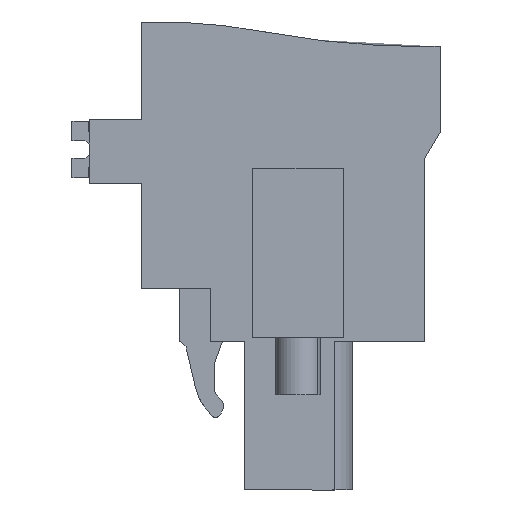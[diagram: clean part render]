
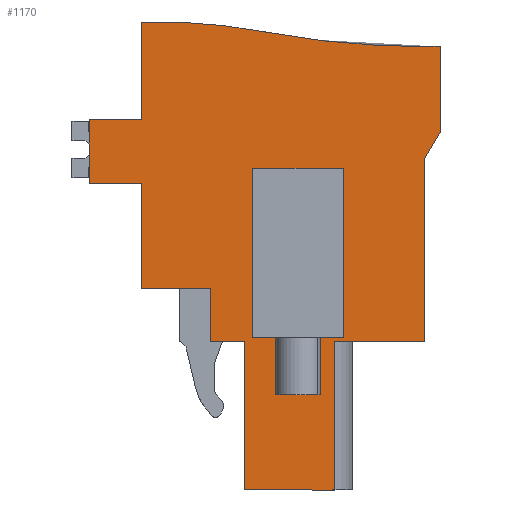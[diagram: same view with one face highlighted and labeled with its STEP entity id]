
A CAD part, left-side view. The second image highlights one B-rep face of the part: STEP entity #1170.
In plain terms, the highlighted planar face has unit normal (-1, 0, 0).
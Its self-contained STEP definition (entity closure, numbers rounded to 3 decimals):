
#1012=AXIS2_PLACEMENT_3D('Plane Axis2P3D',#1009,#1010,#1011) ;
#1025=AXIS2_PLACEMENT_3D('Circle Axis2P3D',#1023,#1024,$) ;
#1032=AXIS2_PLACEMENT_3D('Circle Axis2P3D',#1030,#1031,$) ;
#49=CARTESIAN_POINT('Vertex',(4.9,12.85,8.35)) ;
#52=CARTESIAN_POINT('Line Origine',(4.9,12.85,9.825)) ;
#56=CARTESIAN_POINT('Vertex',(4.9,12.85,11.3)) ;
#896=CARTESIAN_POINT('Vertex',(4.9,10.937,8.35)) ;
#899=CARTESIAN_POINT('Line Origine',(4.9,11.893,8.35)) ;
#1009=CARTESIAN_POINT('Axis2P3D Location',(4.9,3.817,22.4)) ;
#1014=CARTESIAN_POINT('Line Origine',(4.9,0.,22.459)) ;
#1018=CARTESIAN_POINT('Vertex',(4.9,0.,20.059)) ;
#1020=CARTESIAN_POINT('Vertex',(4.9,0.,24.859)) ;
#1023=CARTESIAN_POINT('Axis2P3D Location',(4.9,0.92,72.85)) ;
#1027=CARTESIAN_POINT('Vertex',(4.9,9.844,25.687)) ;
#1030=CARTESIAN_POINT('Axis2P3D Location',(4.9,15.85,-6.057)) ;
#1034=CARTESIAN_POINT('Vertex',(4.9,16.75,26.237)) ;
#1037=CARTESIAN_POINT('Line Origine',(4.9,16.75,23.494)) ;
#1041=CARTESIAN_POINT('Vertex',(4.9,16.75,20.75)) ;
#1044=CARTESIAN_POINT('Line Origine',(4.9,18.2,20.75)) ;
#1048=CARTESIAN_POINT('Vertex',(4.9,19.65,20.75)) ;
#1051=CARTESIAN_POINT('Line Origine',(4.9,19.65,18.975)) ;
#1055=CARTESIAN_POINT('Vertex',(4.9,19.65,17.2)) ;
#1058=CARTESIAN_POINT('Line Origine',(4.9,18.2,17.2)) ;
#1062=CARTESIAN_POINT('Vertex',(4.9,16.75,17.2)) ;
#1065=CARTESIAN_POINT('Line Origine',(4.9,16.75,14.25)) ;
#1069=CARTESIAN_POINT('Vertex',(4.9,16.75,11.3)) ;
#1072=CARTESIAN_POINT('Line Origine',(4.9,14.8,11.3)) ;
#1077=CARTESIAN_POINT('Line Origine',(4.9,10.937,4.175)) ;
#1081=CARTESIAN_POINT('Vertex',(4.9,10.937,0.)) ;
#1084=CARTESIAN_POINT('Line Origine',(4.9,8.414,0.)) ;
#1088=CARTESIAN_POINT('Vertex',(4.9,5.891,0.)) ;
#1091=CARTESIAN_POINT('Line Origine',(4.9,5.891,4.175)) ;
#1095=CARTESIAN_POINT('Vertex',(4.9,5.891,8.35)) ;
#1098=CARTESIAN_POINT('Line Origine',(4.9,3.396,8.35)) ;
#1102=CARTESIAN_POINT('Vertex',(4.9,0.9,8.35)) ;
#1105=CARTESIAN_POINT('Line Origine',(4.9,0.9,13.425)) ;
#1109=CARTESIAN_POINT('Vertex',(4.9,0.9,18.5)) ;
#1112=CARTESIAN_POINT('Line Origine',(4.9,0.45,19.279)) ;
#1136=CARTESIAN_POINT('Line Origine',(4.9,7.964,8.55)) ;
#1140=CARTESIAN_POINT('Vertex',(4.9,10.514,8.55)) ;
#1142=CARTESIAN_POINT('Vertex',(4.9,5.414,8.55)) ;
#1145=CARTESIAN_POINT('Line Origine',(4.9,10.514,13.3)) ;
#1149=CARTESIAN_POINT('Vertex',(4.9,10.514,18.05)) ;
#1152=CARTESIAN_POINT('Line Origine',(4.9,7.964,18.05)) ;
#1156=CARTESIAN_POINT('Vertex',(4.9,5.414,18.05)) ;
#1159=CARTESIAN_POINT('Line Origine',(4.9,5.414,13.3)) ;
#53=DIRECTION('Vector Direction',(0.,0.,1.)) ;
#900=DIRECTION('Vector Direction',(0.,1.,0.)) ;
#1010=DIRECTION('Axis2P3D Direction',(1.,0.,0.)) ;
#1011=DIRECTION('Axis2P3D XDirection',(0.,1.,0.)) ;
#1015=DIRECTION('Vector Direction',(0.,0.,1.)) ;
#1024=DIRECTION('Axis2P3D Direction',(1.,0.,0.)) ;
#1031=DIRECTION('Axis2P3D Direction',(1.,0.,0.)) ;
#1038=DIRECTION('Vector Direction',(0.,0.,1.)) ;
#1045=DIRECTION('Vector Direction',(0.,-1.,0.)) ;
#1052=DIRECTION('Vector Direction',(0.,0.,1.)) ;
#1059=DIRECTION('Vector Direction',(0.,1.,0.)) ;
#1066=DIRECTION('Vector Direction',(0.,0.,1.)) ;
#1073=DIRECTION('Vector Direction',(0.,-1.,0.)) ;
#1078=DIRECTION('Vector Direction',(0.,0.,-1.)) ;
#1085=DIRECTION('Vector Direction',(0.,-1.,0.)) ;
#1092=DIRECTION('Vector Direction',(0.,0.,-1.)) ;
#1099=DIRECTION('Vector Direction',(0.,1.,0.)) ;
#1106=DIRECTION('Vector Direction',(0.,0.,-1.)) ;
#1113=DIRECTION('Vector Direction',(0.,-0.5,0.866)) ;
#1137=DIRECTION('Vector Direction',(0.,-1.,0.)) ;
#1146=DIRECTION('Vector Direction',(0.,0.,-1.)) ;
#1153=DIRECTION('Vector Direction',(0.,-1.,0.)) ;
#1160=DIRECTION('Vector Direction',(0.,0.,-1.)) ;
#54=VECTOR('Line Direction',#53,1.) ;
#901=VECTOR('Line Direction',#900,1.) ;
#1016=VECTOR('Line Direction',#1015,1.) ;
#1039=VECTOR('Line Direction',#1038,1.) ;
#1046=VECTOR('Line Direction',#1045,1.) ;
#1053=VECTOR('Line Direction',#1052,1.) ;
#1060=VECTOR('Line Direction',#1059,1.) ;
#1067=VECTOR('Line Direction',#1066,1.) ;
#1074=VECTOR('Line Direction',#1073,1.) ;
#1079=VECTOR('Line Direction',#1078,1.) ;
#1086=VECTOR('Line Direction',#1085,1.) ;
#1093=VECTOR('Line Direction',#1092,1.) ;
#1100=VECTOR('Line Direction',#1099,1.) ;
#1107=VECTOR('Line Direction',#1106,1.) ;
#1114=VECTOR('Line Direction',#1113,1.) ;
#1138=VECTOR('Line Direction',#1137,1.) ;
#1147=VECTOR('Line Direction',#1146,1.) ;
#1154=VECTOR('Line Direction',#1153,1.) ;
#1161=VECTOR('Line Direction',#1160,1.) ;
#1118=ORIENTED_EDGE('',*,*,#1022,.T.) ;
#1119=ORIENTED_EDGE('',*,*,#1029,.T.) ;
#1120=ORIENTED_EDGE('',*,*,#1036,.F.) ;
#1121=ORIENTED_EDGE('',*,*,#1043,.F.) ;
#1122=ORIENTED_EDGE('',*,*,#1050,.F.) ;
#1123=ORIENTED_EDGE('',*,*,#1057,.F.) ;
#1124=ORIENTED_EDGE('',*,*,#1064,.F.) ;
#1125=ORIENTED_EDGE('',*,*,#1071,.F.) ;
#1126=ORIENTED_EDGE('',*,*,#1076,.T.) ;
#1127=ORIENTED_EDGE('',*,*,#58,.F.) ;
#1128=ORIENTED_EDGE('',*,*,#903,.F.) ;
#1129=ORIENTED_EDGE('',*,*,#1083,.T.) ;
#1130=ORIENTED_EDGE('',*,*,#1090,.T.) ;
#1131=ORIENTED_EDGE('',*,*,#1097,.F.) ;
#1132=ORIENTED_EDGE('',*,*,#1104,.F.) ;
#1133=ORIENTED_EDGE('',*,*,#1111,.F.) ;
#1134=ORIENTED_EDGE('',*,*,#1116,.T.) ;
#1165=ORIENTED_EDGE('',*,*,#1144,.F.) ;
#1166=ORIENTED_EDGE('',*,*,#1151,.F.) ;
#1167=ORIENTED_EDGE('',*,*,#1158,.F.) ;
#1168=ORIENTED_EDGE('',*,*,#1163,.T.) ;
#1169=FACE_BOUND('',#1164,.T.) ;
#1170=ADVANCED_FACE('HOUSING',(#1135,#1169),#1013,.F.) ;
#1026=CIRCLE('generated circle',#1025,48.) ;
#1033=CIRCLE('generated circle',#1032,32.307) ;
#58=EDGE_CURVE('',#50,#57,#55,.T.) ;
#903=EDGE_CURVE('',#897,#50,#902,.T.) ;
#1022=EDGE_CURVE('',#1019,#1021,#1017,.T.) ;
#1029=EDGE_CURVE('',#1021,#1028,#1026,.T.) ;
#1036=EDGE_CURVE('',#1035,#1028,#1033,.T.) ;
#1043=EDGE_CURVE('',#1042,#1035,#1040,.T.) ;
#1050=EDGE_CURVE('',#1049,#1042,#1047,.T.) ;
#1057=EDGE_CURVE('',#1056,#1049,#1054,.T.) ;
#1064=EDGE_CURVE('',#1063,#1056,#1061,.T.) ;
#1071=EDGE_CURVE('',#1070,#1063,#1068,.T.) ;
#1076=EDGE_CURVE('',#1070,#57,#1075,.T.) ;
#1083=EDGE_CURVE('',#897,#1082,#1080,.T.) ;
#1090=EDGE_CURVE('',#1082,#1089,#1087,.T.) ;
#1097=EDGE_CURVE('',#1096,#1089,#1094,.T.) ;
#1104=EDGE_CURVE('',#1103,#1096,#1101,.T.) ;
#1111=EDGE_CURVE('',#1110,#1103,#1108,.T.) ;
#1116=EDGE_CURVE('',#1110,#1019,#1115,.T.) ;
#1144=EDGE_CURVE('',#1141,#1143,#1139,.T.) ;
#1151=EDGE_CURVE('',#1150,#1141,#1148,.T.) ;
#1158=EDGE_CURVE('',#1157,#1150,#1155,.F.) ;
#1163=EDGE_CURVE('',#1157,#1143,#1162,.T.) ;
#1117=EDGE_LOOP('',(#1118,#1119,#1120,#1121,#1122,#1123,#1124,#1125,#1126,#1127,#1128,#1129,#1130,#1131,#1132,#1133,#1134)) ;
#1164=EDGE_LOOP('',(#1165,#1166,#1167,#1168)) ;
#1135=FACE_OUTER_BOUND('',#1117,.T.) ;
#55=LINE('Line',#52,#54) ;
#902=LINE('Line',#899,#901) ;
#1017=LINE('Line',#1014,#1016) ;
#1040=LINE('Line',#1037,#1039) ;
#1047=LINE('Line',#1044,#1046) ;
#1054=LINE('Line',#1051,#1053) ;
#1061=LINE('Line',#1058,#1060) ;
#1068=LINE('Line',#1065,#1067) ;
#1075=LINE('Line',#1072,#1074) ;
#1080=LINE('Line',#1077,#1079) ;
#1087=LINE('Line',#1084,#1086) ;
#1094=LINE('Line',#1091,#1093) ;
#1101=LINE('Line',#1098,#1100) ;
#1108=LINE('Line',#1105,#1107) ;
#1115=LINE('Line',#1112,#1114) ;
#1139=LINE('Line',#1136,#1138) ;
#1148=LINE('Line',#1145,#1147) ;
#1155=LINE('Line',#1152,#1154) ;
#1162=LINE('Line',#1159,#1161) ;
#1013=PLANE('',#1012) ;
#50=VERTEX_POINT('',#49) ;
#57=VERTEX_POINT('',#56) ;
#897=VERTEX_POINT('',#896) ;
#1019=VERTEX_POINT('',#1018) ;
#1021=VERTEX_POINT('',#1020) ;
#1028=VERTEX_POINT('',#1027) ;
#1035=VERTEX_POINT('',#1034) ;
#1042=VERTEX_POINT('',#1041) ;
#1049=VERTEX_POINT('',#1048) ;
#1056=VERTEX_POINT('',#1055) ;
#1063=VERTEX_POINT('',#1062) ;
#1070=VERTEX_POINT('',#1069) ;
#1082=VERTEX_POINT('',#1081) ;
#1089=VERTEX_POINT('',#1088) ;
#1096=VERTEX_POINT('',#1095) ;
#1103=VERTEX_POINT('',#1102) ;
#1110=VERTEX_POINT('',#1109) ;
#1141=VERTEX_POINT('',#1140) ;
#1143=VERTEX_POINT('',#1142) ;
#1150=VERTEX_POINT('',#1149) ;
#1157=VERTEX_POINT('',#1156) ;
